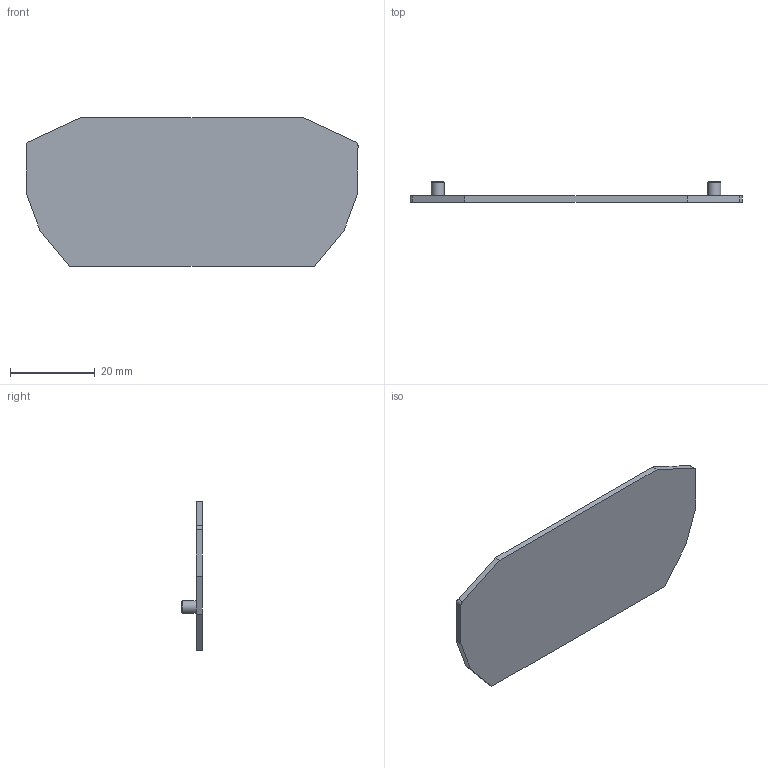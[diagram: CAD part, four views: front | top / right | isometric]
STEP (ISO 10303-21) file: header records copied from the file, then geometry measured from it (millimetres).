
FILE_DESCRIPTION(/* description */ ('Unknown'),/* implementation_level */ '2;1');
FILE_NAME(/* name */ 'D-BKF-06-AZ',/* time_stamp */ '2024-10-18T13:56:42-03:00',/* author */ ('Unknown'),/* organization */ ('Unknown'),/* preprocessor_version */ 'ST-DEVELOPER v16.7',/* originating_system */ 'Solid Edge',/* authorisation */ 'Unknown');
FILE_SCHEMA (('AUTOMOTIVE_DESIGN {1 0 10303 214 3 1 1}'));
Length unit declared in the file: millimetre
Products named in the file (1): D-BKF-06
Bounding box: 78.54 x 4.9 x 35.18 mm (x, y, z)
Volume: 3856.5 mm3; surface area: 5445 mm2
Topology: 1 solids, 1 shells, 20 faces, 48 edges, 32 vertices
Faces by surface type: plane 14, cylinder 4, bspline 2
Full cylindrical faces by diameter (mm): 3 x2
Entity records: 706 total; most frequent: CARTESIAN_POINT 237, DIRECTION 86, ORIENTED_EDGE 84, EDGE_CURVE 42, LINE 32, VECTOR 32, VERTEX_POINT 30, AXIS2_PLACEMENT_3D 27
